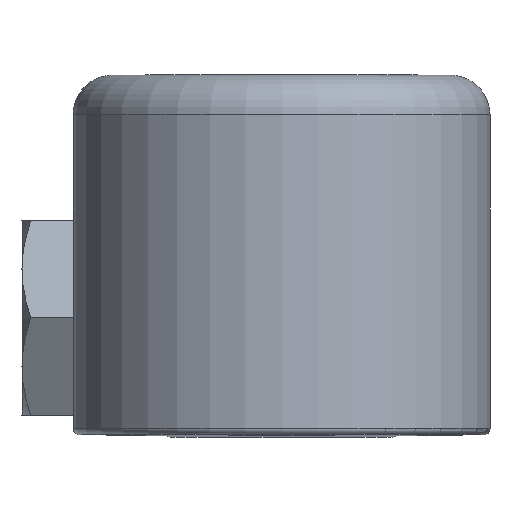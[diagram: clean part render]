
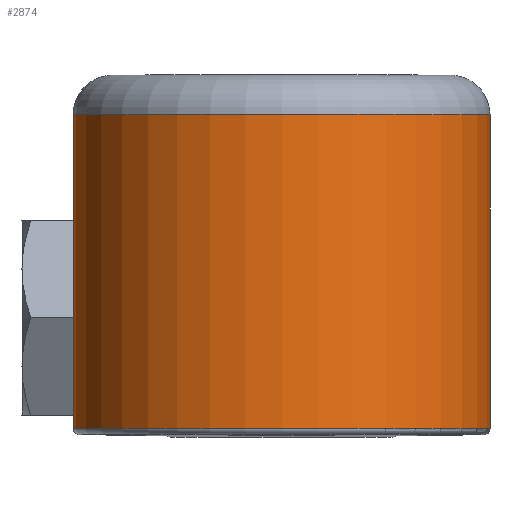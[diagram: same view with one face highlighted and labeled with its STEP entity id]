
A CAD part, top view. The second image highlights one B-rep face of the part: STEP entity #2874.
In plain terms, the highlighted cylindrical face has radius 25.4 mm (diameter 50.8 mm), a partial arc.
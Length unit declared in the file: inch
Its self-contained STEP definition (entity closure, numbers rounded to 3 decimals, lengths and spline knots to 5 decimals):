
#632=DIRECTION('',(0.,1.,0.));
#633=VECTOR('',#632,1.505);
#634=CARTESIAN_POINT('',(1.,0.03,0.));
#635=LINE('',#634,#633);
#1353=CARTESIAN_POINT('',(0.,0.03,0.));
#1354=DIRECTION('',(0.,-1.,0.));
#1355=DIRECTION('',(1.,0.,0.));
#1356=AXIS2_PLACEMENT_3D('',#1353,#1354,#1355);
#1361=DIRECTION('',(0.,1.,0.));
#1362=VECTOR('',#1361,1.505);
#1363=CARTESIAN_POINT('',(-1.,0.03,0.));
#1364=LINE('',#1363,#1362);
#1376=CARTESIAN_POINT('',(0.,1.535,0.));
#1377=DIRECTION('',(0.,1.,0.));
#1378=DIRECTION('',(-1.,0.,0.));
#1379=AXIS2_PLACEMENT_3D('',#1376,#1377,#1378);
#1611=CARTESIAN_POINT('',(1.,1.535,0.));
#1612=VERTEX_POINT('',#1611);
#1615=CARTESIAN_POINT('',(-1.,1.535,0.));
#1616=VERTEX_POINT('',#1615);
#1648=CARTESIAN_POINT('',(1.,0.03,0.));
#1649=VERTEX_POINT('',#1648);
#1652=CARTESIAN_POINT('',(-1.,0.03,0.));
#1653=VERTEX_POINT('',#1652);
#2862=CARTESIAN_POINT('',(0.,0.,0.));
#2863=DIRECTION('',(0.,1.,0.));
#2864=DIRECTION('',(-1.,0.,0.));
#2865=AXIS2_PLACEMENT_3D('',#2862,#2863,#2864);
#2866=CYLINDRICAL_SURFACE('',#2865,1.);
#2868=ORIENTED_EDGE('',*,*,#2867,.T.);
#2869=ORIENTED_EDGE('',*,*,#2245,.F.);
#2870=ORIENTED_EDGE('',*,*,#2856,.T.);
#2871=ORIENTED_EDGE('',*,*,#2364,.T.);
#2872=EDGE_LOOP('',(#2868,#2869,#2870,#2871));
#2873=FACE_OUTER_BOUND('',#2872,.F.);
#1357=CIRCLE('',#1356,1.);
#1380=CIRCLE('',#1379,1.);
#2245=EDGE_CURVE('',#1649,#1612,#635,.T.);
#2364=EDGE_CURVE('',#1653,#1616,#1364,.T.);
#2856=EDGE_CURVE('',#1649,#1653,#1357,.T.);
#2867=EDGE_CURVE('',#1616,#1612,#1380,.T.);
#2874=ADVANCED_FACE('',(#2873),#2866,.T.);
